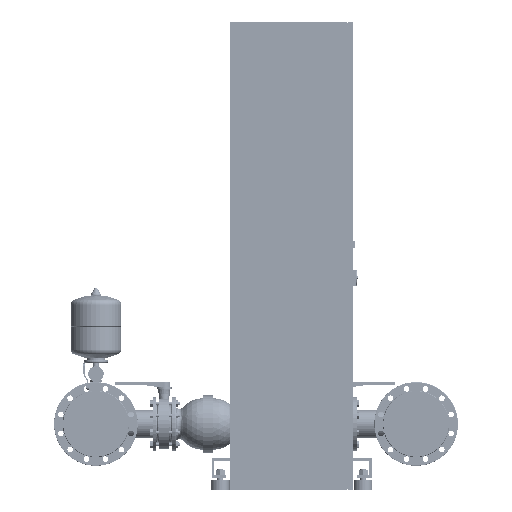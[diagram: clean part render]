
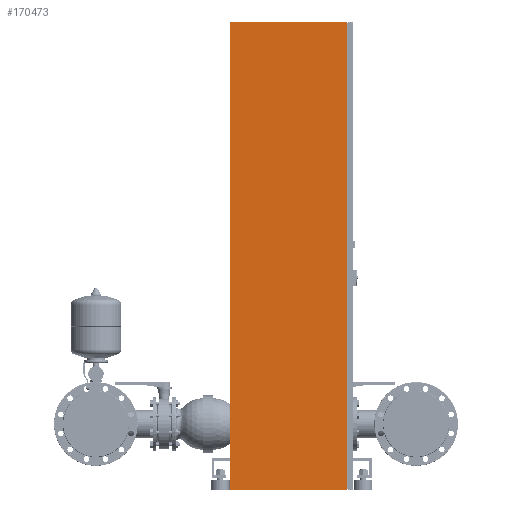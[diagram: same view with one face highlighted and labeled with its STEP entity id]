
A CAD part, left-side view. The second image highlights one B-rep face of the part: STEP entity #170473.
In plain terms, the highlighted planar face has unit normal (-1, 0, 0).
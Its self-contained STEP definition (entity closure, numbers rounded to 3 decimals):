
#170434=CARTESIAN_POINT('',(-750.0,250.0,0.0));
#170435=DIRECTION('',(-1.0,0.0,0.0));
#170436=DIRECTION('',(0.0,-1.0,0.0));
#170437=AXIS2_PLACEMENT_3D('',#170434,#170435,#170436);
#170438=PLANE('',#170437);
#170439=CARTESIAN_POINT('',(-750.0,-225.0,0.));
#170440=VERTEX_POINT('',#170439);
#170441=CARTESIAN_POINT('',(-750.,-225.,1900.0));
#170442=VERTEX_POINT('',#170441);
#170443=CARTESIAN_POINT('',(-750.0,-225.0,0.));
#170444=DIRECTION('',(0.0,0.0,1.0));
#170445=VECTOR('',#170444,1900.0);
#170446=LINE('',#170443,#170445);
#170447=EDGE_CURVE('',#170440,#170442,#170446,.T.);
#170448=ORIENTED_EDGE('',*,*,#170447,.T.);
#170449=CARTESIAN_POINT('',(-750.,250.,1900.0));
#170450=VERTEX_POINT('',#170449);
#170451=CARTESIAN_POINT('',(-750.,250.,1900.0));
#170452=DIRECTION('',(0.0,-1.0,0.0));
#170453=VECTOR('',#170452,475.0);
#170454=LINE('',#170451,#170453);
#170455=EDGE_CURVE('',#170450,#170442,#170454,.T.);
#170456=ORIENTED_EDGE('',*,*,#170455,.F.);
#170457=CARTESIAN_POINT('',(-750.0,250.0,0.0));
#170458=VERTEX_POINT('',#170457);
#170459=CARTESIAN_POINT('',(-750.,250.,1900.0));
#170460=DIRECTION('',(0.0,0.0,-1.0));
#170461=VECTOR('',#170460,1900.0);
#170462=LINE('',#170459,#170461);
#170463=EDGE_CURVE('',#170450,#170458,#170462,.T.);
#170464=ORIENTED_EDGE('',*,*,#170463,.T.);
#170465=CARTESIAN_POINT('',(-750.0,250.0,0.0));
#170466=DIRECTION('',(0.0,-1.0,0.0));
#170467=VECTOR('',#170466,475.0);
#170468=LINE('',#170465,#170467);
#170469=EDGE_CURVE('',#170458,#170440,#170468,.T.);
#170470=ORIENTED_EDGE('',*,*,#170469,.T.);
#170471=EDGE_LOOP('',(#170448,#170456,#170464,#170470));
#170472=FACE_OUTER_BOUND('',#170471,.T.);
#170473=ADVANCED_FACE('',(#170472),#170438,.T.);
